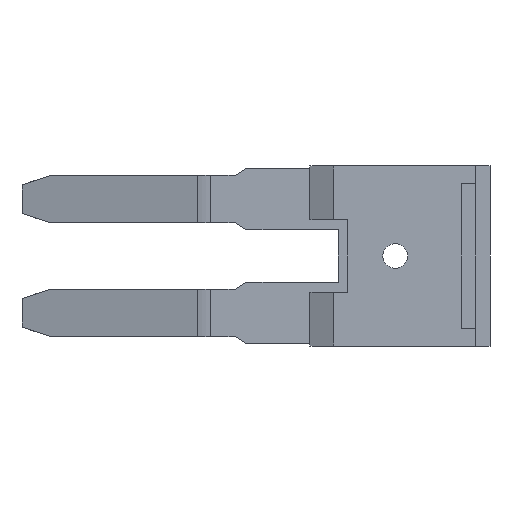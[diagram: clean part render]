
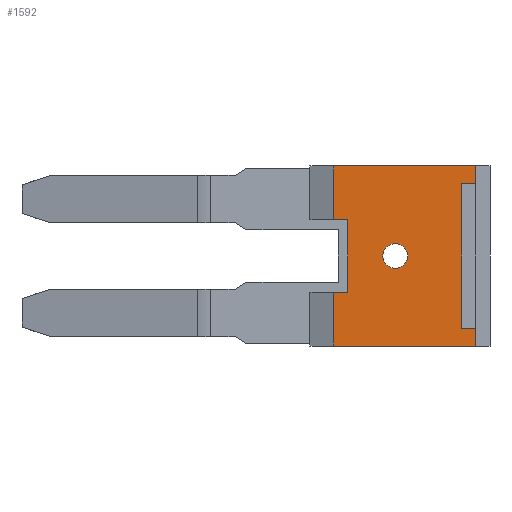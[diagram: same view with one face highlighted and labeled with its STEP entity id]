
A CAD part, front view. The second image highlights one B-rep face of the part: STEP entity #1592.
In plain terms, the highlighted planar face has unit normal (0, -1, 0).
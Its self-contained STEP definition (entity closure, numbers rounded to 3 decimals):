
#5 = VECTOR ( 'NONE', #1037, 1000. ) ;
#13 = DIRECTION ( 'NONE',  ( 0., 0., -1. ) ) ;
#22 = DIRECTION ( 'NONE',  ( 0., 0., -1. ) ) ;
#65 = CARTESIAN_POINT ( 'NONE',  ( 7.5, -1., 1.075 ) ) ;
#85 = DIRECTION ( 'NONE',  ( 0., 0., -1. ) ) ;
#88 = EDGE_CURVE ( 'NONE', #173, #1827, #1267, .T. ) ;
#92 = CARTESIAN_POINT ( 'NONE',  ( 14.25, -1., 7.75 ) ) ;
#140 = VERTEX_POINT ( 'NONE', #896 ) ;
#148 = ORIENTED_EDGE ( 'NONE', *, *, #2100, .F. ) ;
#156 = EDGE_CURVE ( 'NONE', #269, #1867, #414, .T. ) ;
#173 = VERTEX_POINT ( 'NONE', #65 ) ;
#235 = CARTESIAN_POINT ( 'NONE',  ( 10., -1., 3. ) ) ;
#249 = CARTESIAN_POINT ( 'NONE',  ( 7.5, -1., 4.925 ) ) ;
#261 = DIRECTION ( 'NONE',  ( -1., 0., 0. ) ) ;
#269 = VERTEX_POINT ( 'NONE', #249 ) ;
#277 = CARTESIAN_POINT ( 'NONE',  ( 7.5, -1., 4.925 ) ) ;
#334 = VERTEX_POINT ( 'NONE', #1655 ) ;
#353 = VERTEX_POINT ( 'NONE', #1837 ) ;
#357 = AXIS2_PLACEMENT_3D ( 'NONE', #1590, #386, #1781 ) ;
#369 = EDGE_CURVE ( 'NONE', #1140, #1375, #1521, .T. ) ;
#386 = DIRECTION ( 'NONE',  ( 0., 1., 0. ) ) ;
#387 = DIRECTION ( 'NONE',  ( 0., 0., 1. ) ) ;
#391 = EDGE_CURVE ( 'NONE', #411, #334, #449, .T. ) ;
#411 = VERTEX_POINT ( 'NONE', #534 ) ;
#414 = LINE ( 'NONE', #277, #1992 ) ;
#439 = EDGE_CURVE ( 'NONE', #1375, #334, #552, .T. ) ;
#449 = LINE ( 'NONE', #1260, #935 ) ;
#455 = DIRECTION ( 'NONE',  ( 0., 0., 1. ) ) ;
#523 = EDGE_CURVE ( 'NONE', #848, #140, #1926, .T. ) ;
#534 = CARTESIAN_POINT ( 'NONE',  ( 6.75, -1., -1.75 ) ) ;
#540 = ORIENTED_EDGE ( 'NONE', *, *, #391, .T. ) ;
#552 = LINE ( 'NONE', #92, #1547 ) ;
#554 = CARTESIAN_POINT ( 'NONE',  ( 13.5, -1., 7.75 ) ) ;
#567 = AXIS2_PLACEMENT_3D ( 'NONE', #1962, #800, #2155 ) ;
#576 = VECTOR ( 'NONE', #387, 1000. ) ;
#603 = CARTESIAN_POINT ( 'NONE',  ( 7.5, -1., 4.925 ) ) ;
#604 = EDGE_CURVE ( 'NONE', #1827, #411, #2088, .T. ) ;
#700 = ORIENTED_EDGE ( 'NONE', *, *, #523, .F. ) ;
#702 = ORIENTED_EDGE ( 'NONE', *, *, #439, .F. ) ;
#709 = VERTEX_POINT ( 'NONE', #2443 ) ;
#729 = DIRECTION ( 'NONE',  ( 1., 0., 0. ) ) ;
#742 = ORIENTED_EDGE ( 'NONE', *, *, #1061, .T. ) ;
#744 = CARTESIAN_POINT ( 'NONE',  ( 6.75, -1., 7.75 ) ) ;
#749 = VECTOR ( 'NONE', #1462, 1000. ) ;
#800 = DIRECTION ( 'NONE',  ( 0., 1., 0. ) ) ;
#815 = EDGE_CURVE ( 'NONE', #848, #1867, #1357, .T. ) ;
#848 = VERTEX_POINT ( 'NONE', #2098 ) ;
#890 = ORIENTED_EDGE ( 'NONE', *, *, #156, .F. ) ;
#896 = CARTESIAN_POINT ( 'NONE',  ( 14.25, -1., 7.75 ) ) ;
#904 = FACE_BOUND ( 'NONE', #2517, .T. ) ;
#908 = VECTOR ( 'NONE', #729, 1000. ) ;
#923 = VECTOR ( 'NONE', #2123, 1000. ) ;
#926 = DIRECTION ( 'NONE',  ( -1., 0., 0. ) ) ;
#935 = VECTOR ( 'NONE', #1486, 1000. ) ;
#948 = AXIS2_PLACEMENT_3D ( 'NONE', #235, #1657, #455 ) ;
#1023 = LINE ( 'NONE', #2421, #1985 ) ;
#1037 = DIRECTION ( 'NONE',  ( 0., 0., -1. ) ) ;
#1051 = VERTEX_POINT ( 'NONE', #2563 ) ;
#1061 = EDGE_CURVE ( 'NONE', #2480, #709, #2197, .T. ) ;
#1087 = ORIENTED_EDGE ( 'NONE', *, *, #604, .T. ) ;
#1118 = EDGE_CURVE ( 'NONE', #173, #269, #1633, .T. ) ;
#1140 = VERTEX_POINT ( 'NONE', #1199 ) ;
#1199 = CARTESIAN_POINT ( 'NONE',  ( 13.5, -1., -0.8 ) ) ;
#1260 = CARTESIAN_POINT ( 'NONE',  ( 6.75, -1., -1.75 ) ) ;
#1267 = LINE ( 'NONE', #2227, #749 ) ;
#1298 = VECTOR ( 'NONE', #85, 1000. ) ;
#1341 = EDGE_CURVE ( 'NONE', #140, #353, #1023, .T. ) ;
#1357 = LINE ( 'NONE', #1515, #1298 ) ;
#1375 = VERTEX_POINT ( 'NONE', #2209 ) ;
#1379 = EDGE_LOOP ( 'NONE', ( #1960, #148, #2367, #1537, #700, #1939, #890, #2023, #2483, #1087, #540, #702 ) ) ;
#1381 = PLANE ( 'NONE',  #357 ) ;
#1444 = LINE ( 'NONE', #554, #923 ) ;
#1462 = DIRECTION ( 'NONE',  ( -1., 0., 0. ) ) ;
#1474 = EDGE_CURVE ( 'NONE', #353, #1051, #1921, .T. ) ;
#1486 = DIRECTION ( 'NONE',  ( 1., 0., 0. ) ) ;
#1504 = CARTESIAN_POINT ( 'NONE',  ( 6.75, -1., -0.8 ) ) ;
#1515 = CARTESIAN_POINT ( 'NONE',  ( 6.75, -1., 7.75 ) ) ;
#1521 = LINE ( 'NONE', #1504, #2017 ) ;
#1534 = DIRECTION ( 'NONE',  ( 1., 0., 0. ) ) ;
#1537 = ORIENTED_EDGE ( 'NONE', *, *, #1341, .F. ) ;
#1547 = VECTOR ( 'NONE', #22, 1000. ) ;
#1572 = VECTOR ( 'NONE', #926, 1000. ) ;
#1590 = CARTESIAN_POINT ( 'NONE',  ( 6.75, -1., 7.75 ) ) ;
#1592 = ADVANCED_FACE ( 'NONE', ( #904, #2399 ), #1381, .F. ) ;
#1633 = LINE ( 'NONE', #603, #576 ) ;
#1655 = CARTESIAN_POINT ( 'NONE',  ( 14.25, -1., -1.75 ) ) ;
#1657 = DIRECTION ( 'NONE',  ( 0., 1., 0. ) ) ;
#1781 = DIRECTION ( 'NONE',  ( 0., 0., 1. ) ) ;
#1827 = VERTEX_POINT ( 'NONE', #1843 ) ;
#1837 = CARTESIAN_POINT ( 'NONE',  ( 14.25, -1., 6.8 ) ) ;
#1843 = CARTESIAN_POINT ( 'NONE',  ( 6.75, -1., 1.075 ) ) ;
#1851 = CARTESIAN_POINT ( 'NONE',  ( 6.75, -1., 4.925 ) ) ;
#1867 = VERTEX_POINT ( 'NONE', #1851 ) ;
#1884 = CARTESIAN_POINT ( 'NONE',  ( 6.75, -1., 6.8 ) ) ;
#1921 = LINE ( 'NONE', #1884, #1572 ) ;
#1926 = LINE ( 'NONE', #744, #908 ) ;
#1939 = ORIENTED_EDGE ( 'NONE', *, *, #815, .T. ) ;
#1960 = ORIENTED_EDGE ( 'NONE', *, *, #369, .F. ) ;
#1962 = CARTESIAN_POINT ( 'NONE',  ( 10., -1., 3. ) ) ;
#1985 = VECTOR ( 'NONE', #13, 1000. ) ;
#1992 = VECTOR ( 'NONE', #261, 1000. ) ;
#2002 = CARTESIAN_POINT ( 'NONE',  ( 6.75, -1., 7.75 ) ) ;
#2015 = ORIENTED_EDGE ( 'NONE', *, *, #2391, .T. ) ;
#2017 = VECTOR ( 'NONE', #1534, 1000. ) ;
#2023 = ORIENTED_EDGE ( 'NONE', *, *, #1118, .F. ) ;
#2088 = LINE ( 'NONE', #2002, #5 ) ;
#2098 = CARTESIAN_POINT ( 'NONE',  ( 6.75, -1., 7.75 ) ) ;
#2100 = EDGE_CURVE ( 'NONE', #1051, #1140, #1444, .T. ) ;
#2123 = DIRECTION ( 'NONE',  ( 0., 0., -1. ) ) ;
#2155 = DIRECTION ( 'NONE',  ( 0., 0., 1. ) ) ;
#2197 = CIRCLE ( 'NONE', #567, 0.654 ) ;
#2209 = CARTESIAN_POINT ( 'NONE',  ( 14.25, -1., -0.8 ) ) ;
#2227 = CARTESIAN_POINT ( 'NONE',  ( 6.75, -1., 1.075 ) ) ;
#2280 = CIRCLE ( 'NONE', #948, 0.654 ) ;
#2367 = ORIENTED_EDGE ( 'NONE', *, *, #1474, .F. ) ;
#2391 = EDGE_CURVE ( 'NONE', #709, #2480, #2280, .T. ) ;
#2399 = FACE_OUTER_BOUND ( 'NONE', #1379, .T. ) ;
#2421 = CARTESIAN_POINT ( 'NONE',  ( 14.25, -1., 7.75 ) ) ;
#2429 = CARTESIAN_POINT ( 'NONE',  ( 10., -1., 3.654 ) ) ;
#2443 = CARTESIAN_POINT ( 'NONE',  ( 10., -1., 2.346 ) ) ;
#2480 = VERTEX_POINT ( 'NONE', #2429 ) ;
#2483 = ORIENTED_EDGE ( 'NONE', *, *, #88, .T. ) ;
#2517 = EDGE_LOOP ( 'NONE', ( #742, #2015 ) ) ;
#2563 = CARTESIAN_POINT ( 'NONE',  ( 13.5, -1., 6.8 ) ) ;
